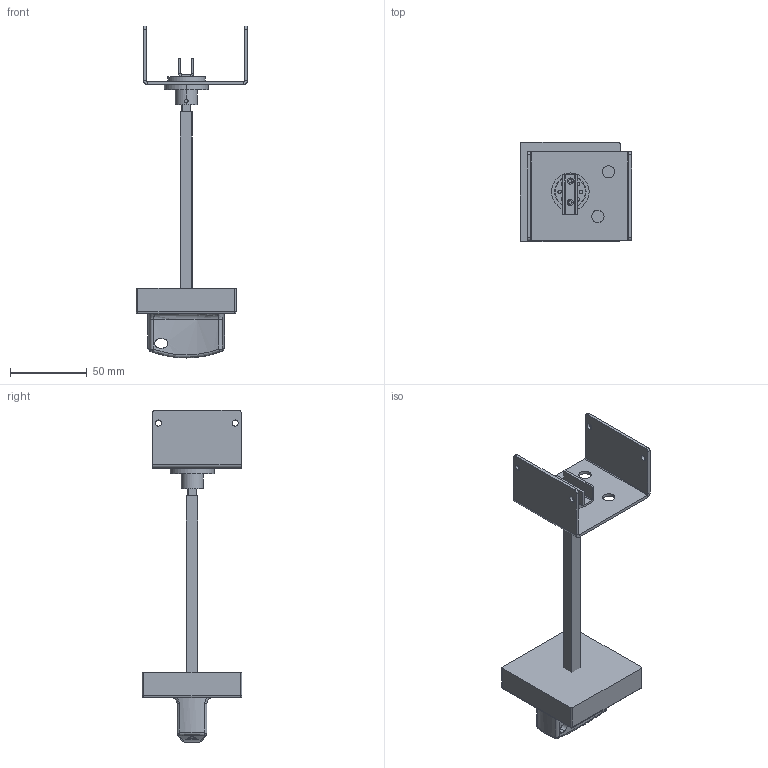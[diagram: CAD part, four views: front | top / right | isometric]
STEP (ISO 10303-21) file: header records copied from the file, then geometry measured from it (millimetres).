
FILE_DESCRIPTION (( 'STEP AP203' ), '1' );
FILE_NAME ('×°ÅäÌå1.STEP', '2021-01-26T08:55:35', ( '' ), ( '' ), 'SwSTEP 2.0', 'SolidWorks 2016', '' );
FILE_SCHEMA (( 'CONFIG_CONTROL_DESIGN' ));
Length unit declared in the file: millimetre
Products named in the file (6): 蛌攫; 縐啣; 源粣; 忒梟; 蚾饜极1; 俋褲1
Assembly tree (5 placements, depth 2):
  蚾饜极1
    俋褲1
    蛌攫
    源粣
    縐啣
    忒梟
Bounding box: 72.6 x 65 x 216.5 mm (x, y, z)
Volume: 119613 mm3; surface area: 42651.5 mm2
Topology: 5 solids, 5 shells, 570 faces, 1501 edges, 962 vertices
Faces by surface type: plane 285, bspline 164, cylinder 107, sphere 8, torus 6
Entity records: 24791 total; most frequent: CARTESIAN_POINT 11222, ORIENTED_EDGE 2962, DIRECTION 2151, EDGE_CURVE 1481, VERTEX_POINT 958, LINE 933, VECTOR 933, EDGE_LOOP 633
